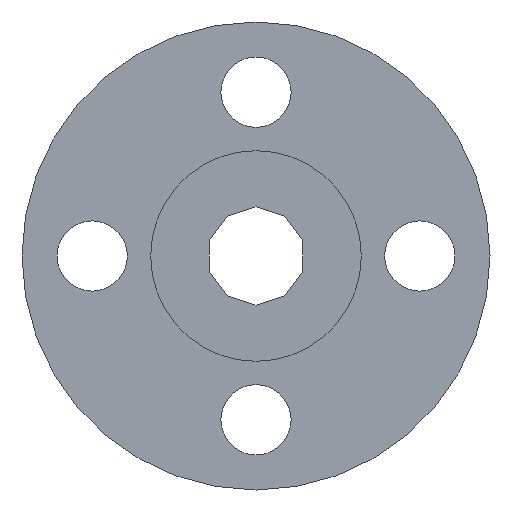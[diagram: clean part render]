
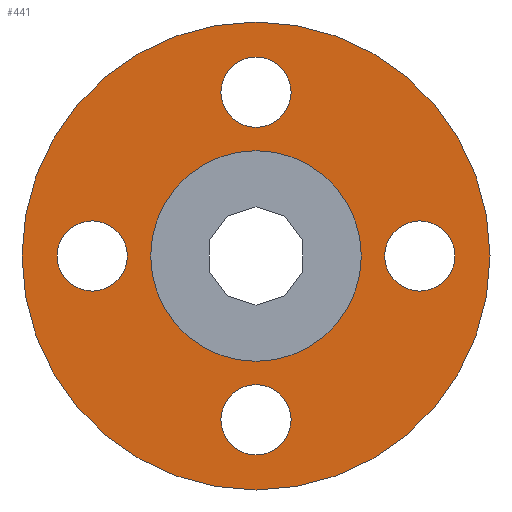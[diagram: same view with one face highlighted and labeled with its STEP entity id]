
A CAD part, front view. The second image highlights one B-rep face of the part: STEP entity #441.
In plain terms, the highlighted planar face has unit normal (0, -1, 0).
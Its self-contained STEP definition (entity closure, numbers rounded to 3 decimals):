
#1 = DIRECTION ( 'NONE',  ( 0., 1., 0. ) ) ;
#11 = CIRCLE ( 'NONE', #543, 4.5 ) ;
#34 = VERTEX_POINT ( 'NONE', #651 ) ;
#40 = EDGE_CURVE ( 'NONE', #858, #798, #633, .T. ) ;
#53 = EDGE_LOOP ( 'NONE', ( #130, #749 ) ) ;
#68 = CARTESIAN_POINT ( 'NONE',  ( 0., 0., -10. ) ) ;
#69 = CARTESIAN_POINT ( 'NONE',  ( -7., 0., 0. ) ) ;
#76 = CARTESIAN_POINT ( 'NONE',  ( 7., 0., 0. ) ) ;
#77 = EDGE_LOOP ( 'NONE', ( #822, #700 ) ) ;
#81 = DIRECTION ( 'NONE',  ( 0., 1., 0. ) ) ;
#86 = EDGE_CURVE ( 'NONE', #173, #166, #280, .T. ) ;
#94 = EDGE_CURVE ( 'NONE', #803, #526, #902, .T. ) ;
#125 = PLANE ( 'NONE',  #737 ) ;
#130 = ORIENTED_EDGE ( 'NONE', *, *, #40, .T. ) ;
#139 = EDGE_LOOP ( 'NONE', ( #890, #396 ) ) ;
#140 = DIRECTION ( 'NONE',  ( 0., 1., 0. ) ) ;
#158 = DIRECTION ( 'NONE',  ( 0., 0., 1. ) ) ;
#163 = DIRECTION ( 'NONE',  ( 0., 0., 1. ) ) ;
#166 = VERTEX_POINT ( 'NONE', #452 ) ;
#173 = VERTEX_POINT ( 'NONE', #455 ) ;
#186 = DIRECTION ( 'NONE',  ( 0., 1., 0. ) ) ;
#189 = CARTESIAN_POINT ( 'NONE',  ( 0., 0., 0. ) ) ;
#192 = ORIENTED_EDGE ( 'NONE', *, *, #928, .T. ) ;
#194 = DIRECTION ( 'NONE',  ( 0., 1., 0. ) ) ;
#203 = AXIS2_PLACEMENT_3D ( 'NONE', #657, #1, #586 ) ;
#212 = FACE_BOUND ( 'NONE', #548, .T. ) ;
#225 = DIRECTION ( 'NONE',  ( 0., 0., 1. ) ) ;
#226 = AXIS2_PLACEMENT_3D ( 'NONE', #350, #140, #225 ) ;
#230 = CARTESIAN_POINT ( 'NONE',  ( 0., 0., 7. ) ) ;
#247 = DIRECTION ( 'NONE',  ( 0., 0., 1. ) ) ;
#249 = AXIS2_PLACEMENT_3D ( 'NONE', #76, #186, #364 ) ;
#267 = FACE_BOUND ( 'NONE', #382, .T. ) ;
#270 = CIRCLE ( 'NONE', #624, 1.5 ) ;
#271 = EDGE_LOOP ( 'NONE', ( #914, #716 ) ) ;
#280 = CIRCLE ( 'NONE', #249, 1.5 ) ;
#310 = CIRCLE ( 'NONE', #841, 1.5 ) ;
#312 = VERTEX_POINT ( 'NONE', #766 ) ;
#334 = CIRCLE ( 'NONE', #844, 1.5 ) ;
#340 = DIRECTION ( 'NONE',  ( 0., 1., 0. ) ) ;
#342 = CARTESIAN_POINT ( 'NONE',  ( -7., 0., -1.5 ) ) ;
#343 = FACE_BOUND ( 'NONE', #139, .T. ) ;
#350 = CARTESIAN_POINT ( 'NONE',  ( 0., 0., -7. ) ) ;
#354 = FACE_BOUND ( 'NONE', #271, .T. ) ;
#362 = AXIS2_PLACEMENT_3D ( 'NONE', #805, #81, #163 ) ;
#364 = DIRECTION ( 'NONE',  ( 0., 0., 1. ) ) ;
#376 = CARTESIAN_POINT ( 'NONE',  ( 0., 0., -7. ) ) ;
#379 = ORIENTED_EDGE ( 'NONE', *, *, #532, .T. ) ;
#382 = EDGE_LOOP ( 'NONE', ( #379, #192 ) ) ;
#396 = ORIENTED_EDGE ( 'NONE', *, *, #636, .T. ) ;
#435 = AXIS2_PLACEMENT_3D ( 'NONE', #549, #833, #247 ) ;
#437 = DIRECTION ( 'NONE',  ( 0., 0., 1. ) ) ;
#439 = DIRECTION ( 'NONE',  ( 0., 1., 0. ) ) ;
#441 = ADVANCED_FACE ( 'NONE', ( #850, #354, #212, #343, #846, #267 ), #125, .F. ) ;
#451 = CIRCLE ( 'NONE', #362, 1.5 ) ;
#452 = CARTESIAN_POINT ( 'NONE',  ( 7., 0., 1.5 ) ) ;
#455 = CARTESIAN_POINT ( 'NONE',  ( 7., 0., -1.5 ) ) ;
#473 = DIRECTION ( 'NONE',  ( 0., 0., 1. ) ) ;
#500 = CARTESIAN_POINT ( 'NONE',  ( 0., 0., -4.5 ) ) ;
#522 = AXIS2_PLACEMENT_3D ( 'NONE', #69, #931, #568 ) ;
#526 = VERTEX_POINT ( 'NONE', #641 ) ;
#532 = EDGE_CURVE ( 'NONE', #769, #653, #939, .T. ) ;
#536 = ORIENTED_EDGE ( 'NONE', *, *, #703, .T. ) ;
#540 = EDGE_CURVE ( 'NONE', #798, #858, #310, .T. ) ;
#543 = AXIS2_PLACEMENT_3D ( 'NONE', #688, #554, #747 ) ;
#548 = EDGE_LOOP ( 'NONE', ( #897, #536 ) ) ;
#549 = CARTESIAN_POINT ( 'NONE',  ( 0., 0., 0. ) ) ;
#554 = DIRECTION ( 'NONE',  ( 0., 1., 0. ) ) ;
#568 = DIRECTION ( 'NONE',  ( 0., 0., 1. ) ) ;
#578 = AXIS2_PLACEMENT_3D ( 'NONE', #189, #898, #473 ) ;
#584 = EDGE_CURVE ( 'NONE', #312, #896, #334, .T. ) ;
#586 = DIRECTION ( 'NONE',  ( 0., 0., 1. ) ) ;
#603 = AXIS2_PLACEMENT_3D ( 'NONE', #724, #340, #836 ) ;
#624 = AXIS2_PLACEMENT_3D ( 'NONE', #795, #855, #872 ) ;
#633 = CIRCLE ( 'NONE', #603, 1.5 ) ;
#636 = EDGE_CURVE ( 'NONE', #166, #173, #451, .T. ) ;
#641 = CARTESIAN_POINT ( 'NONE',  ( 0., 0., 4.5 ) ) ;
#644 = DIRECTION ( 'NONE',  ( 0., 0., 1. ) ) ;
#649 = CARTESIAN_POINT ( 'NONE',  ( 0., 0., 5.5 ) ) ;
#651 = CARTESIAN_POINT ( 'NONE',  ( 0., 0., 10. ) ) ;
#653 = VERTEX_POINT ( 'NONE', #817 ) ;
#657 = CARTESIAN_POINT ( 'NONE',  ( 0., 0., 0. ) ) ;
#688 = CARTESIAN_POINT ( 'NONE',  ( 0., 0., 0. ) ) ;
#700 = ORIENTED_EDGE ( 'NONE', *, *, #723, .F. ) ;
#703 = EDGE_CURVE ( 'NONE', #526, #803, #11, .T. ) ;
#715 = CIRCLE ( 'NONE', #226, 1.5 ) ;
#716 = ORIENTED_EDGE ( 'NONE', *, *, #922, .T. ) ;
#717 = CARTESIAN_POINT ( 'NONE',  ( 0., 0., 8.5 ) ) ;
#723 = EDGE_CURVE ( 'NONE', #34, #814, #754, .T. ) ;
#724 = CARTESIAN_POINT ( 'NONE',  ( 0., 0., 7. ) ) ;
#729 = CIRCLE ( 'NONE', #435, 10. ) ;
#737 = AXIS2_PLACEMENT_3D ( 'NONE', #775, #194, #644 ) ;
#747 = DIRECTION ( 'NONE',  ( 0., 0., 1. ) ) ;
#749 = ORIENTED_EDGE ( 'NONE', *, *, #540, .T. ) ;
#750 = EDGE_CURVE ( 'NONE', #814, #34, #729, .T. ) ;
#754 = CIRCLE ( 'NONE', #578, 10. ) ;
#766 = CARTESIAN_POINT ( 'NONE',  ( 0., 0., -8.5 ) ) ;
#769 = VERTEX_POINT ( 'NONE', #342 ) ;
#775 = CARTESIAN_POINT ( 'NONE',  ( 0., 0., 0. ) ) ;
#795 = CARTESIAN_POINT ( 'NONE',  ( -7., 0., 0. ) ) ;
#798 = VERTEX_POINT ( 'NONE', #717 ) ;
#803 = VERTEX_POINT ( 'NONE', #500 ) ;
#805 = CARTESIAN_POINT ( 'NONE',  ( 7., 0., 0. ) ) ;
#814 = VERTEX_POINT ( 'NONE', #68 ) ;
#817 = CARTESIAN_POINT ( 'NONE',  ( -7., 0., 1.5 ) ) ;
#822 = ORIENTED_EDGE ( 'NONE', *, *, #750, .F. ) ;
#833 = DIRECTION ( 'NONE',  ( 0., 1., 0. ) ) ;
#836 = DIRECTION ( 'NONE',  ( 0., 0., 1. ) ) ;
#841 = AXIS2_PLACEMENT_3D ( 'NONE', #230, #439, #158 ) ;
#844 = AXIS2_PLACEMENT_3D ( 'NONE', #376, #871, #437 ) ;
#846 = FACE_BOUND ( 'NONE', #53, .T. ) ;
#850 = FACE_OUTER_BOUND ( 'NONE', #77, .T. ) ;
#855 = DIRECTION ( 'NONE',  ( 0., 1., 0. ) ) ;
#858 = VERTEX_POINT ( 'NONE', #649 ) ;
#871 = DIRECTION ( 'NONE',  ( 0., 1., 0. ) ) ;
#872 = DIRECTION ( 'NONE',  ( 0., 0., 1. ) ) ;
#890 = ORIENTED_EDGE ( 'NONE', *, *, #86, .T. ) ;
#896 = VERTEX_POINT ( 'NONE', #941 ) ;
#897 = ORIENTED_EDGE ( 'NONE', *, *, #94, .T. ) ;
#898 = DIRECTION ( 'NONE',  ( 0., 1., 0. ) ) ;
#902 = CIRCLE ( 'NONE', #203, 4.5 ) ;
#914 = ORIENTED_EDGE ( 'NONE', *, *, #584, .T. ) ;
#922 = EDGE_CURVE ( 'NONE', #896, #312, #715, .T. ) ;
#928 = EDGE_CURVE ( 'NONE', #653, #769, #270, .T. ) ;
#931 = DIRECTION ( 'NONE',  ( 0., 1., 0. ) ) ;
#939 = CIRCLE ( 'NONE', #522, 1.5 ) ;
#941 = CARTESIAN_POINT ( 'NONE',  ( 0., 0., -5.5 ) ) ;
